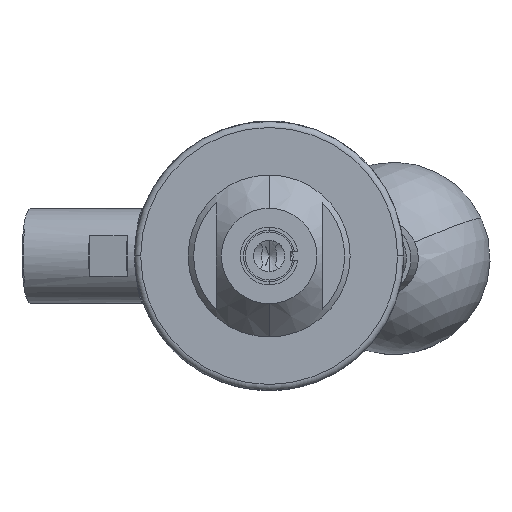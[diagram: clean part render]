
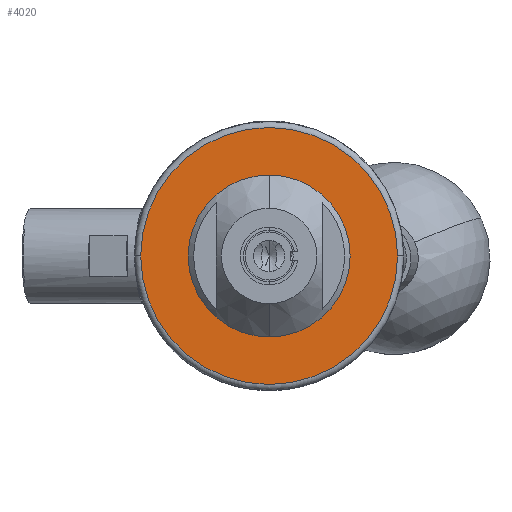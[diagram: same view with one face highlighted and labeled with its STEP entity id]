
A CAD part, left-side view. The second image highlights one B-rep face of the part: STEP entity #4020.
In plain terms, the highlighted planar face has unit normal (-1, 0, 0).
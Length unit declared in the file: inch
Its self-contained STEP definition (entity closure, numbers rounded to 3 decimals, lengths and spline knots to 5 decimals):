
#109 = ORIENTED_EDGE ( 'NONE', *, *, #1216, .T. ) ;
#430 = CIRCLE ( 'NONE', #1846, 0.1985 ) ;
#693 = AXIS2_PLACEMENT_3D ( 'NONE', #3378, #11408, #9310 ) ;
#892 = FACE_OUTER_BOUND ( 'NONE', #3362, .T. ) ;
#1115 = DIRECTION ( 'NONE',  ( 0., -1., 0. ) ) ;
#1216 = EDGE_CURVE ( 'NONE', #4570, #8422, #13578, .T. ) ;
#1681 = AXIS2_PLACEMENT_3D ( 'NONE', #5283, #6327, #13264 ) ;
#1846 = AXIS2_PLACEMENT_3D ( 'NONE', #2676, #13029, #11757 ) ;
#2676 = CARTESIAN_POINT ( 'NONE',  ( -3.907, 0., 0. ) ) ;
#2745 = CIRCLE ( 'NONE', #11076, 0.835 ) ;
#2850 = CARTESIAN_POINT ( 'NONE',  ( -3.907, 0., 0. ) ) ;
#3159 = DIRECTION ( 'NONE',  ( 1., 0., 0. ) ) ;
#3222 = EDGE_CURVE ( 'NONE', #8004, #7766, #430, .T. ) ;
#3362 = EDGE_LOOP ( 'NONE', ( #10624, #109 ) ) ;
#3378 = CARTESIAN_POINT ( 'NONE',  ( -3.907, 0., 0. ) ) ;
#3955 = DIRECTION ( 'NONE',  ( -1., 0., 0. ) ) ;
#4020 = ADVANCED_FACE ( 'NONE', ( #7993, #892 ), #14683, .F. ) ;
#4336 = CARTESIAN_POINT ( 'NONE',  ( -3.907, -0.875, 0. ) ) ;
#4570 = VERTEX_POINT ( 'NONE', #7565 ) ;
#5283 = CARTESIAN_POINT ( 'NONE',  ( -3.907, 0., 0. ) ) ;
#5298 = CARTESIAN_POINT ( 'NONE',  ( -3.907, 0., -0.1985 ) ) ;
#5433 = AXIS2_PLACEMENT_3D ( 'NONE', #4336, #3159, #1115 ) ;
#5434 = CIRCLE ( 'NONE', #693, 0.1985 ) ;
#5447 = ORIENTED_EDGE ( 'NONE', *, *, #6031, .F. ) ;
#6031 = EDGE_CURVE ( 'NONE', #7766, #8004, #5434, .T. ) ;
#6327 = DIRECTION ( 'NONE',  ( -1., 0., 0. ) ) ;
#6989 = CARTESIAN_POINT ( 'NONE',  ( -3.907, -0.835, 0. ) ) ;
#7565 = CARTESIAN_POINT ( 'NONE',  ( -3.907, 0.835, 0. ) ) ;
#7766 = VERTEX_POINT ( 'NONE', #5298 ) ;
#7993 = FACE_BOUND ( 'NONE', #12097, .T. ) ;
#8004 = VERTEX_POINT ( 'NONE', #8623 ) ;
#8422 = VERTEX_POINT ( 'NONE', #6989 ) ;
#8623 = CARTESIAN_POINT ( 'NONE',  ( -3.907, 0., 0.1985 ) ) ;
#9310 = DIRECTION ( 'NONE',  ( 0., 0., -1. ) ) ;
#9607 = DIRECTION ( 'NONE',  ( 0., -1., 0. ) ) ;
#10565 = EDGE_CURVE ( 'NONE', #8422, #4570, #2745, .T. ) ;
#10624 = ORIENTED_EDGE ( 'NONE', *, *, #10565, .T. ) ;
#11076 = AXIS2_PLACEMENT_3D ( 'NONE', #2850, #3955, #9607 ) ;
#11408 = DIRECTION ( 'NONE',  ( -1., 0., 0. ) ) ;
#11724 = ORIENTED_EDGE ( 'NONE', *, *, #3222, .F. ) ;
#11757 = DIRECTION ( 'NONE',  ( 0., 0., -1. ) ) ;
#12097 = EDGE_LOOP ( 'NONE', ( #5447, #11724 ) ) ;
#13029 = DIRECTION ( 'NONE',  ( -1., 0., 0. ) ) ;
#13264 = DIRECTION ( 'NONE',  ( 0., -1., 0. ) ) ;
#13578 = CIRCLE ( 'NONE', #1681, 0.835 ) ;
#14683 = PLANE ( 'NONE',  #5433 ) ;
